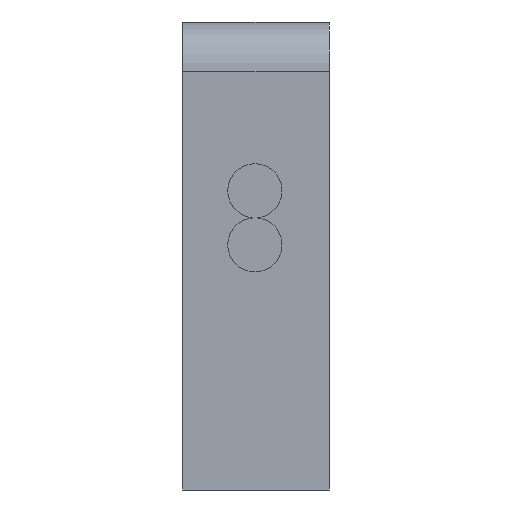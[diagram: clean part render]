
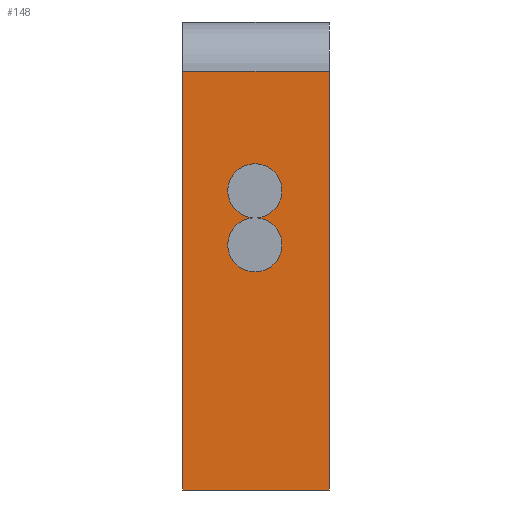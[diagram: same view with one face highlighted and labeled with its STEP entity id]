
A CAD part, front view. The second image highlights one B-rep face of the part: STEP entity #148.
In plain terms, the highlighted planar face has unit normal (0, -1, 0).
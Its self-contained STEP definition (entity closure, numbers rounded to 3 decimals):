
#148=ADVANCED_FACE('',(#306,#307),#197,.F.);
#197=PLANE('',#959);
#221=LINE('',#1348,#257);
#242=LINE('',#1436,#278);
#243=LINE('',#1438,#279);
#244=LINE('',#1440,#280);
#257=VECTOR('',#1065,1.);
#278=VECTOR('',#1154,1.);
#279=VECTOR('',#1155,1.);
#280=VECTOR('',#1156,1.);
#306=FACE_BOUND('',#350,.T.);
#307=FACE_BOUND('',#351,.T.);
#350=EDGE_LOOP('',(#477,#478));
#351=EDGE_LOOP('',(#479,#480,#481,#482));
#477=ORIENTED_EDGE('',*,*,#785,.F.);
#478=ORIENTED_EDGE('',*,*,#786,.F.);
#479=ORIENTED_EDGE('',*,*,#787,.F.);
#480=ORIENTED_EDGE('',*,*,#788,.T.);
#481=ORIENTED_EDGE('',*,*,#789,.T.);
#482=ORIENTED_EDGE('',*,*,#743,.F.);
#658=VERTEX_POINT('',#1342);
#661=VERTEX_POINT('',#1347);
#693=VERTEX_POINT('',#1433);
#694=VERTEX_POINT('',#1434);
#695=VERTEX_POINT('',#1437);
#696=VERTEX_POINT('',#1439);
#743=EDGE_CURVE('',#661,#658,#221,.T.);
#785=EDGE_CURVE('',#693,#694,#879,.T.);
#786=EDGE_CURVE('',#694,#693,#880,.T.);
#787=EDGE_CURVE('',#695,#661,#242,.T.);
#788=EDGE_CURVE('',#695,#696,#243,.T.);
#789=EDGE_CURVE('',#696,#658,#244,.T.);
#879=CIRCLE('',#957,1.1);
#880=CIRCLE('',#958,1.1);
#957=AXIS2_PLACEMENT_3D('',#1432,#1150,#1151);
#958=AXIS2_PLACEMENT_3D('',#1435,#1152,#1153);
#959=AXIS2_PLACEMENT_3D('',#1441,#1157,#1158);
#1065=DIRECTION('',(-1.,0.,0.));
#1150=DIRECTION('',(0.,-1.,0.));
#1151=DIRECTION('',(1.,0.,0.));
#1152=DIRECTION('',(0.,-1.,0.));
#1153=DIRECTION('',(1.,0.,0.));
#1154=DIRECTION('',(0.,0.,-1.));
#1155=DIRECTION('',(-1.,0.,0.));
#1156=DIRECTION('',(0.,0.,-1.));
#1157=DIRECTION('',(0.,1.,0.));
#1158=DIRECTION('',(0.,0.,1.));
#1342=CARTESIAN_POINT('',(0.05,0.,0.));
#1347=CARTESIAN_POINT('',(6.,0.,0.));
#1348=CARTESIAN_POINT('',(6.,0.,0.));
#1432=CARTESIAN_POINT('',(2.981,0.,9.955));
#1433=CARTESIAN_POINT('',(2.876,0.,11.05));
#1434=CARTESIAN_POINT('',(3.085,0.,11.05));
#1435=CARTESIAN_POINT('',(2.981,0.,12.145));
#1436=CARTESIAN_POINT('',(6.,0.,19.));
#1437=CARTESIAN_POINT('',(6.,0.,17.));
#1438=CARTESIAN_POINT('',(6.,0.,17.));
#1439=CARTESIAN_POINT('',(0.05,0.,17.));
#1440=CARTESIAN_POINT('',(0.05,0.,19.));
#1441=CARTESIAN_POINT('',(6.,0.,19.));
